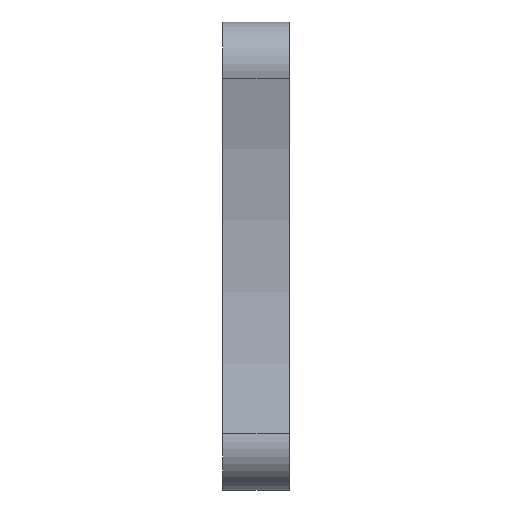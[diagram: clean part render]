
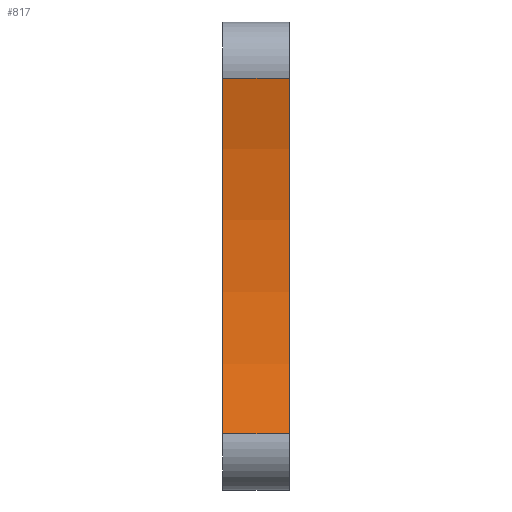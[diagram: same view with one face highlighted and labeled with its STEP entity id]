
A CAD part, left-side view. The second image highlights one B-rep face of the part: STEP entity #817.
In plain terms, the highlighted cylindrical face has radius 97.273 mm (diameter 194.545 mm), a partial arc.
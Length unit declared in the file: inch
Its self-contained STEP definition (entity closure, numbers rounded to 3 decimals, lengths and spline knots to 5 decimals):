
#21 = CIRCLE ( 'NONE', #774, 3.82963 ) ;
#64 = CARTESIAN_POINT ( 'NONE',  ( 0.01044, 0., -2.30816 ) ) ;
#79 = CARTESIAN_POINT ( 'NONE',  ( 0.01044, 0., -0.31684 ) ) ;
#107 = CIRCLE ( 'NONE', #854, 3.82963 ) ;
#131 = DIRECTION ( 'NONE',  ( 0., 1., 0. ) ) ;
#188 = DIRECTION ( 'NONE',  ( 0., 0., 1. ) ) ;
#224 = VERTEX_POINT ( 'NONE', #312 ) ;
#232 = VERTEX_POINT ( 'NONE', #616 ) ;
#260 = DIRECTION ( 'NONE',  ( 0., 0., 1. ) ) ;
#290 = DIRECTION ( 'NONE',  ( 0., 1., 0. ) ) ;
#312 = CARTESIAN_POINT ( 'NONE',  ( 0.01044, 0.375, -0.31684 ) ) ;
#387 = FACE_OUTER_BOUND ( 'NONE', #418, .T. ) ;
#416 = CARTESIAN_POINT ( 'NONE',  ( 0.01044, 0., -0.31684 ) ) ;
#418 = EDGE_LOOP ( 'NONE', ( #1069, #833, #473, #819 ) ) ;
#473 = ORIENTED_EDGE ( 'NONE', *, *, #499, .T. ) ;
#481 = DIRECTION ( 'NONE',  ( 0., 1., 0. ) ) ;
#499 = EDGE_CURVE ( 'NONE', #734, #861, #107, .T. ) ;
#510 = VECTOR ( 'NONE', #131, 39.37008 ) ;
#579 = VECTOR ( 'NONE', #481, 39.37008 ) ;
#616 = CARTESIAN_POINT ( 'NONE',  ( 0.01044, 0.375, -2.30816 ) ) ;
#629 = LINE ( 'NONE', #1054, #510 ) ;
#694 = DIRECTION ( 'NONE',  ( 0., 0., 1. ) ) ;
#695 = CARTESIAN_POINT ( 'NONE',  ( -3.6875, 0., -1.3125 ) ) ;
#734 = VERTEX_POINT ( 'NONE', #64 ) ;
#764 = CARTESIAN_POINT ( 'NONE',  ( -3.6875, 0.375, -1.3125 ) ) ;
#774 = AXIS2_PLACEMENT_3D ( 'NONE', #764, #1187, #260 ) ;
#796 = CYLINDRICAL_SURFACE ( 'NONE', #887, 3.82963 ) ;
#817 = ADVANCED_FACE ( 'NONE', ( #387 ), #796, .F. ) ;
#819 = ORIENTED_EDGE ( 'NONE', *, *, #1092, .T. ) ;
#833 = ORIENTED_EDGE ( 'NONE', *, *, #1129, .F. ) ;
#854 = AXIS2_PLACEMENT_3D ( 'NONE', #695, #1119, #188 ) ;
#861 = VERTEX_POINT ( 'NONE', #416 ) ;
#887 = AXIS2_PLACEMENT_3D ( 'NONE', #1220, #290, #694 ) ;
#1002 = LINE ( 'NONE', #79, #579 ) ;
#1054 = CARTESIAN_POINT ( 'NONE',  ( 0.01044, 0., -2.30816 ) ) ;
#1069 = ORIENTED_EDGE ( 'NONE', *, *, #1222, .F. ) ;
#1092 = EDGE_CURVE ( 'NONE', #861, #224, #1002, .T. ) ;
#1119 = DIRECTION ( 'NONE',  ( 0., -1., 0. ) ) ;
#1129 = EDGE_CURVE ( 'NONE', #734, #232, #629, .T. ) ;
#1187 = DIRECTION ( 'NONE',  ( 0., -1., 0. ) ) ;
#1220 = CARTESIAN_POINT ( 'NONE',  ( -3.6875, 0., -1.3125 ) ) ;
#1222 = EDGE_CURVE ( 'NONE', #232, #224, #21, .T. ) ;
